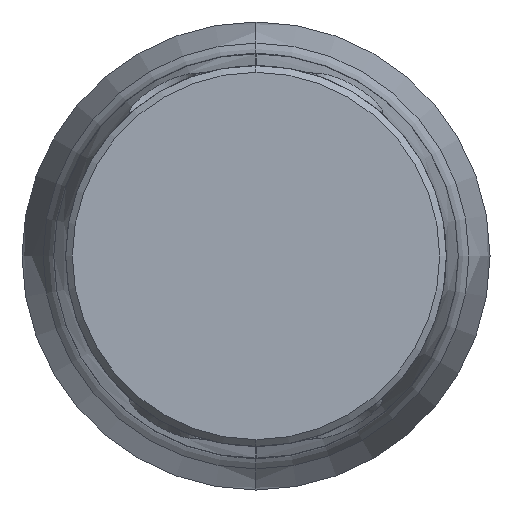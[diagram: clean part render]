
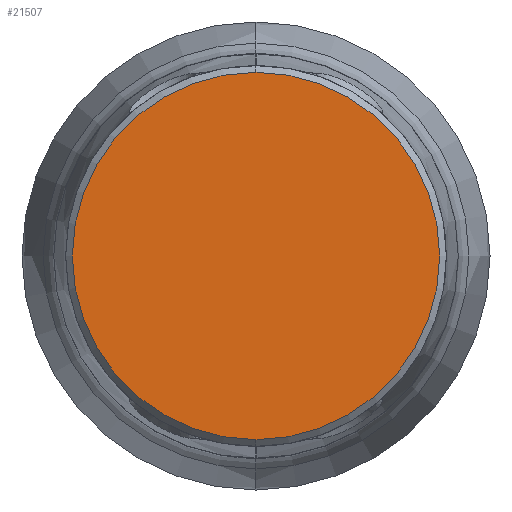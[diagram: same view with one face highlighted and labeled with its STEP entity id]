
A CAD part, left-side view. The second image highlights one B-rep face of the part: STEP entity #21507.
In plain terms, the highlighted planar face has unit normal (-1, 0, 0).
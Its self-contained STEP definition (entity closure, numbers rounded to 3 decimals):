
#21423=CARTESIAN_POINT('',(-53.472,0.,0.));
#21424=DIRECTION('',(-1.,0.,0.));
#21425=DIRECTION('',(0.,0.,-1.));
#21426=AXIS2_PLACEMENT_3D('',#21423,#21424,#21425);
#21475=CARTESIAN_POINT('',(-53.472,0.,0.));
#21476=DIRECTION('',(1.,0.,0.));
#21477=DIRECTION('',(0.,0.,-1.));
#21478=AXIS2_PLACEMENT_3D('',#21475,#21476,#21477);
#21484=CARTESIAN_POINT('',(-53.472,0.,-21.975));
#21485=CARTESIAN_POINT('',(-53.472,0.,21.975));
#21486=VERTEX_POINT('',#21484);
#21487=VERTEX_POINT('',#21485);
#21496=CARTESIAN_POINT('',(-53.472,0.,0.));
#21497=DIRECTION('',(-1.,0.,0.));
#21498=DIRECTION('',(0.,0.,1.));
#21499=AXIS2_PLACEMENT_3D('',#21496,#21497,#21498);
#21500=PLANE('',#21499);
#21502=ORIENTED_EDGE('',*,*,#21501,.F.);
#21504=ORIENTED_EDGE('',*,*,#21503,.T.);
#21505=EDGE_LOOP('',(#21502,#21504));
#21506=FACE_OUTER_BOUND('',#21505,.F.);
#21507=ADVANCED_FACE('',(#21506),#21500,.T.);
#21427=CIRCLE('',#21426,21.975);
#21479=CIRCLE('',#21478,21.975);
#21501=EDGE_CURVE('',#21486,#21487,#21427,.T.);
#21503=EDGE_CURVE('',#21486,#21487,#21479,.T.);
